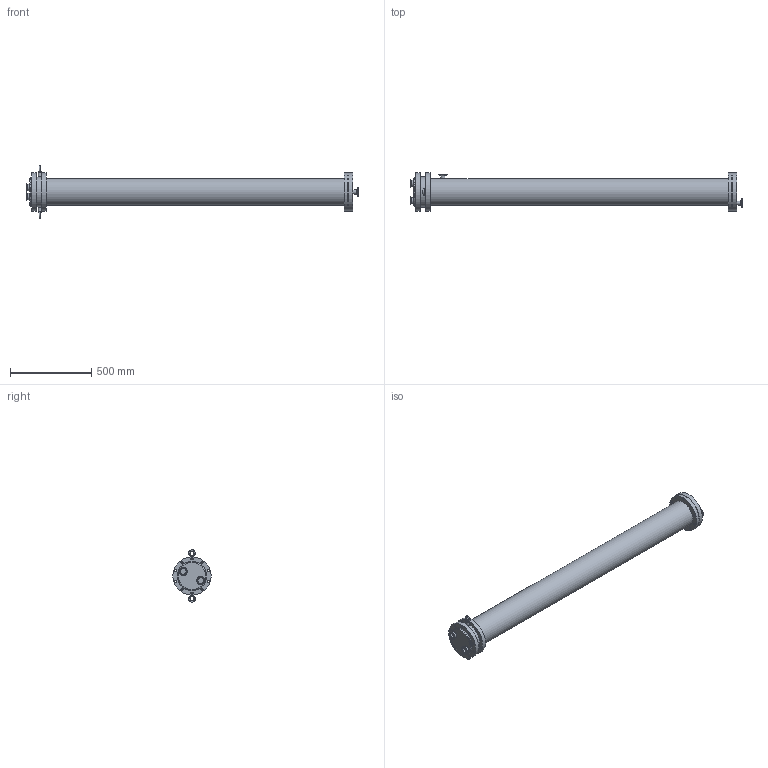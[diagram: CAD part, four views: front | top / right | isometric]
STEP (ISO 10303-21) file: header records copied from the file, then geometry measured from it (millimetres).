
FILE_DESCRIPTION(/* description */ (''),/* implementation_level */ '2;1');
FILE_NAME(/* name */ 'HEX10U-6B-10-15.stp',/* time_stamp */ '2024-04-18T15:43:23+09:00',/* author */ ('autocad33'),/* organization */ (''),/* preprocessor_version */ 'ST-DEVELOPER v19.2',/* originating_system */ 'Autodesk Inventor 2023',/* authorisation */ '');
FILE_SCHEMA (('AUTOMOTIVE_DESIGN { 1 0 10303 214 3 1 1 }'));
Length unit declared in the file: millimetre
Products named in the file (1): HEX10U-6B-10-15
Bounding box: 2039 x 235 x 322 mm (x, y, z)
Volume: 44895954.3 mm3; surface area: 1327648.6 mm2
Topology: 1 solids, 1 shells, 103 faces, 261 edges, 173 vertices
Faces by surface type: cylinder 63, plane 16, torus 12, cone 10, bspline 2
Full cylindrical faces by diameter (mm): 13 x40, 20 x2, 23 x2, 25.4 x2, 35.7 x2, 38.1 x2, 50.5 x4, 159.2 x1, 165.2 x1, 172 x1, 189 x1, 235 x4
Entity records: 3867 total; most frequent: CARTESIAN_POINT 1048, DIRECTION 610, ORIENTED_EDGE 522, AXIS2_PLACEMENT_3D 271, EDGE_CURVE 261, EDGE_LOOP 200, VERTEX_POINT 173, CIRCLE 169
